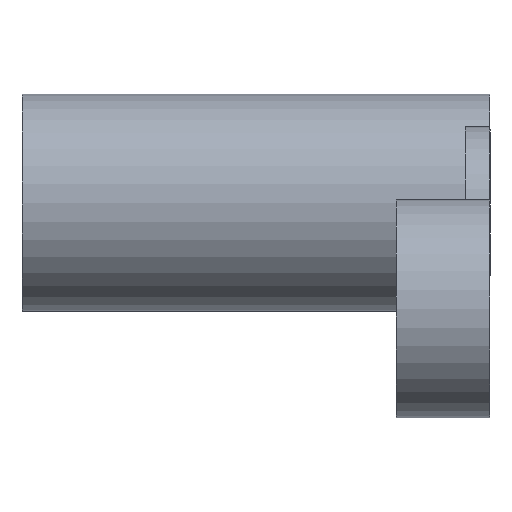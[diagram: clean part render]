
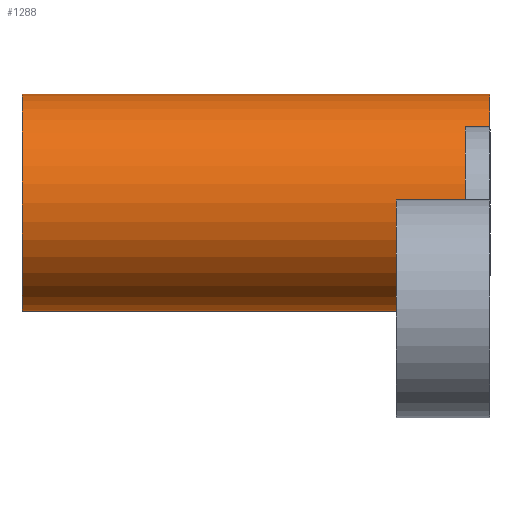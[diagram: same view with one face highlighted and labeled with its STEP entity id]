
A CAD part, left-side view. The second image highlights one B-rep face of the part: STEP entity #1288.
In plain terms, the highlighted cylindrical face has radius 17.425 mm (diameter 34.85 mm), a full revolution.
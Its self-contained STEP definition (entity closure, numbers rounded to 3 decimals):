
#114=LINE('',#2125,#231);
#231=VECTOR('',#1743,17.5);
#264=CYLINDRICAL_SURFACE('',#1418,17.425);
#354=FACE_OUTER_BOUND('',#439,.T.);
#439=EDGE_LOOP('',(#1089,#1090,#1091,#1092));
#476=CIRCLE('',#1326,17.425);
#515=CIRCLE('',#1419,17.425);
#535=VERTEX_POINT('',#1848);
#624=VERTEX_POINT('',#2124);
#652=EDGE_CURVE('',#535,#535,#476,.F.);
#785=EDGE_CURVE('',#535,#624,#114,.T.);
#786=EDGE_CURVE('',#624,#624,#515,.F.);
#1089=ORIENTED_EDGE('',*,*,#652,.F.);
#1090=ORIENTED_EDGE('',*,*,#785,.T.);
#1091=ORIENTED_EDGE('',*,*,#786,.T.);
#1092=ORIENTED_EDGE('',*,*,#785,.F.);
#1288=ADVANCED_FACE('',(#354),#264,.T.);
#1326=AXIS2_PLACEMENT_3D('',#1849,#1463,#1464);
#1418=AXIS2_PLACEMENT_3D('',#2123,#1741,#1742);
#1419=AXIS2_PLACEMENT_3D('',#2126,#1744,#1745);
#1463=DIRECTION('center_axis',(0.,-1.,0.));
#1464=DIRECTION('ref_axis',(1.,0.,0.));
#1741=DIRECTION('center_axis',(0.,1.,0.));
#1742=DIRECTION('ref_axis',(1.,0.,0.));
#1743=DIRECTION('',(0.,-1.,0.));
#1744=DIRECTION('center_axis',(0.,-1.,0.));
#1745=DIRECTION('ref_axis',(1.,0.,0.));
#1848=CARTESIAN_POINT('',(1.841,75.,-18.013));
#1849=CARTESIAN_POINT('Origin',(19.266,75.,-18.013));
#2123=CARTESIAN_POINT('Origin',(19.266,0.,-18.013));
#2124=CARTESIAN_POINT('',(1.841,0.,-18.013));
#2125=CARTESIAN_POINT('',(1.841,0.,-18.013));
#2126=CARTESIAN_POINT('Origin',(19.266,0.,-18.013));
